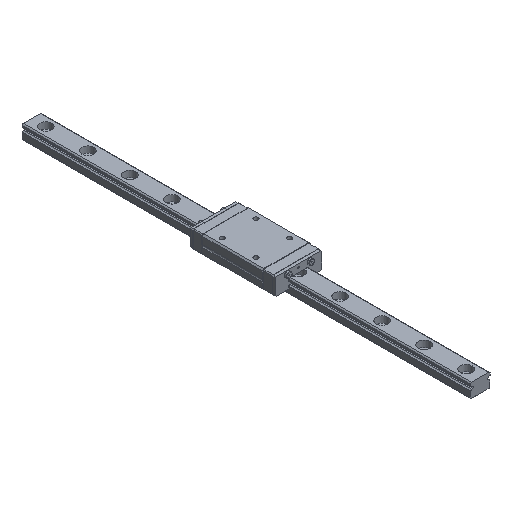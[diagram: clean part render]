
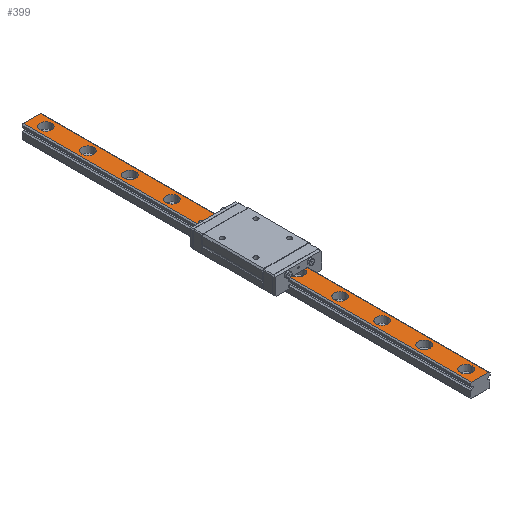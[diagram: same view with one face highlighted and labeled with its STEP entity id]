
A CAD part, isometric view. The second image highlights one B-rep face of the part: STEP entity #399.
In plain terms, the highlighted planar face has unit normal (0, 0, 1).
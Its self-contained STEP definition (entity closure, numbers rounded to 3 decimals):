
#399 = ADVANCED_FACE( '', ( #912, #913, #914, #915, #916, #917, #918, #919, #920, #921, #922, #923 ), #924, .T. );
#912 = FACE_BOUND( '', #1577, .T. );
#913 = FACE_BOUND( '', #1578, .T. );
#914 = FACE_BOUND( '', #1579, .T. );
#915 = FACE_BOUND( '', #1580, .T. );
#916 = FACE_BOUND( '', #1581, .T. );
#917 = FACE_BOUND( '', #1582, .T. );
#918 = FACE_BOUND( '', #1583, .T. );
#919 = FACE_BOUND( '', #1584, .T. );
#920 = FACE_BOUND( '', #1585, .T. );
#921 = FACE_BOUND( '', #1586, .T. );
#922 = FACE_BOUND( '', #1587, .T. );
#923 = FACE_OUTER_BOUND( '', #1588, .T. );
#924 = PLANE( '', #1589 );
#1577 = EDGE_LOOP( '', ( #2615 ) );
#1578 = EDGE_LOOP( '', ( #2616 ) );
#1579 = EDGE_LOOP( '', ( #2617 ) );
#1580 = EDGE_LOOP( '', ( #2618 ) );
#1581 = EDGE_LOOP( '', ( #2619 ) );
#1582 = EDGE_LOOP( '', ( #2620 ) );
#1583 = EDGE_LOOP( '', ( #2621 ) );
#1584 = EDGE_LOOP( '', ( #2622 ) );
#1585 = EDGE_LOOP( '', ( #2623 ) );
#1586 = EDGE_LOOP( '', ( #2624 ) );
#1587 = EDGE_LOOP( '', ( #2625 ) );
#1588 = EDGE_LOOP( '', ( #2626, #2627, #2628, #2629 ) );
#1589 = AXIS2_PLACEMENT_3D( '', #2630, #2631, #2632 );
#2615 = ORIENTED_EDGE( '', *, *, #4083, .T. );
#2616 = ORIENTED_EDGE( '', *, *, #3931, .T. );
#2617 = ORIENTED_EDGE( '', *, *, #4084, .T. );
#2618 = ORIENTED_EDGE( '', *, *, #3760, .T. );
#2619 = ORIENTED_EDGE( '', *, *, #3825, .T. );
#2620 = ORIENTED_EDGE( '', *, *, #4085, .T. );
#2621 = ORIENTED_EDGE( '', *, *, #4086, .T. );
#2622 = ORIENTED_EDGE( '', *, *, #4087, .T. );
#2623 = ORIENTED_EDGE( '', *, *, #4088, .T. );
#2624 = ORIENTED_EDGE( '', *, *, #4089, .T. );
#2625 = ORIENTED_EDGE( '', *, *, #4090, .T. );
#2626 = ORIENTED_EDGE( '', *, *, #4091, .F. );
#2627 = ORIENTED_EDGE( '', *, *, #4092, .F. );
#2628 = ORIENTED_EDGE( '', *, *, #4093, .T. );
#2629 = ORIENTED_EDGE( '', *, *, #4094, .T. );
#2630 = CARTESIAN_POINT( '', ( -3.074, -80., 5. ) );
#2631 = DIRECTION( '', ( 0., 0., 1. ) );
#2632 = DIRECTION( '', ( 1., 0., 0. ) );
#3760 = EDGE_CURVE( '', #4457, #4457, #4458, .T. );
#3825 = EDGE_CURVE( '', #4569, #4569, #4570, .T. );
#3931 = EDGE_CURVE( '', #4754, #4754, #4755, .T. );
#4083 = EDGE_CURVE( '', #4991, #4991, #4992, .T. );
#4084 = EDGE_CURVE( '', #4993, #4993, #4994, .T. );
#4085 = EDGE_CURVE( '', #4995, #4995, #4996, .T. );
#4086 = EDGE_CURVE( '', #4997, #4997, #4998, .T. );
#4087 = EDGE_CURVE( '', #4999, #4999, #5000, .T. );
#4088 = EDGE_CURVE( '', #5001, #5001, #5002, .T. );
#4089 = EDGE_CURVE( '', #5003, #5003, #5004, .T. );
#4090 = EDGE_CURVE( '', #5005, #5005, #5006, .T. );
#4091 = EDGE_CURVE( '', #5007, #5008, #5009, .T. );
#4092 = EDGE_CURVE( '', #5010, #5007, #5011, .T. );
#4093 = EDGE_CURVE( '', #5010, #5012, #5013, .T. );
#4094 = EDGE_CURVE( '', #5012, #5008, #5014, .T. );
#4457 = VERTEX_POINT( '', #5492 );
#4458 = CIRCLE( '', #5493, 2.1 );
#4569 = VERTEX_POINT( '', #5651 );
#4570 = CIRCLE( '', #5652, 2.1 );
#4754 = VERTEX_POINT( '', #5927 );
#4755 = CIRCLE( '', #5928, 2.1 );
#4991 = VERTEX_POINT( '', #6262 );
#4992 = CIRCLE( '', #6263, 2.1 );
#4993 = VERTEX_POINT( '', #6264 );
#4994 = CIRCLE( '', #6265, 2.1 );
#4995 = VERTEX_POINT( '', #6266 );
#4996 = CIRCLE( '', #6267, 2.1 );
#4997 = VERTEX_POINT( '', #6268 );
#4998 = CIRCLE( '', #6269, 2.1 );
#4999 = VERTEX_POINT( '', #6270 );
#5000 = CIRCLE( '', #6271, 2.1 );
#5001 = VERTEX_POINT( '', #6272 );
#5002 = CIRCLE( '', #6273, 2.1 );
#5003 = VERTEX_POINT( '', #6274 );
#5004 = CIRCLE( '', #6275, 2.1 );
#5005 = VERTEX_POINT( '', #6276 );
#5006 = CIRCLE( '', #6277, 2.1 );
#5007 = VERTEX_POINT( '', #6278 );
#5008 = VERTEX_POINT( '', #6279 );
#5009 = LINE( '', #6280, #6281 );
#5010 = VERTEX_POINT( '', #6282 );
#5011 = LINE( '', #6283, #6284 );
#5012 = VERTEX_POINT( '', #6285 );
#5013 = LINE( '', #6286, #6287 );
#5014 = LINE( '', #6288, #6289 );
#5492 = CARTESIAN_POINT( '', ( 2.1, -30., 5. ) );
#5493 = AXIS2_PLACEMENT_3D( '', #6919, #6920, #6921 );
#5651 = CARTESIAN_POINT( '', ( 2.1, -15., 5. ) );
#5652 = AXIS2_PLACEMENT_3D( '', #6993, #6994, #6995 );
#5927 = CARTESIAN_POINT( '', ( 2.1, -60., 5. ) );
#5928 = AXIS2_PLACEMENT_3D( '', #7105, #7106, #7107 );
#6262 = CARTESIAN_POINT( '', ( 2.1, -75., 5. ) );
#6263 = AXIS2_PLACEMENT_3D( '', #7269, #7270, #7271 );
#6264 = CARTESIAN_POINT( '', ( 2.1, -45., 5. ) );
#6265 = AXIS2_PLACEMENT_3D( '', #7272, #7273, #7274 );
#6266 = CARTESIAN_POINT( '', ( 2.1, 0., 5. ) );
#6267 = AXIS2_PLACEMENT_3D( '', #7275, #7276, #7277 );
#6268 = CARTESIAN_POINT( '', ( 2.1, 15., 5. ) );
#6269 = AXIS2_PLACEMENT_3D( '', #7278, #7279, #7280 );
#6270 = CARTESIAN_POINT( '', ( 2.1, 30., 5. ) );
#6271 = AXIS2_PLACEMENT_3D( '', #7281, #7282, #7283 );
#6272 = CARTESIAN_POINT( '', ( 2.1, 45., 5. ) );
#6273 = AXIS2_PLACEMENT_3D( '', #7284, #7285, #7286 );
#6274 = CARTESIAN_POINT( '', ( 2.1, 60., 5. ) );
#6275 = AXIS2_PLACEMENT_3D( '', #7287, #7288, #7289 );
#6276 = CARTESIAN_POINT( '', ( 2.1, 75., 5. ) );
#6277 = AXIS2_PLACEMENT_3D( '', #7290, #7291, #7292 );
#6278 = CARTESIAN_POINT( '', ( -3.074, 80., 5. ) );
#6279 = CARTESIAN_POINT( '', ( 3.074, 80., 5. ) );
#6280 = CARTESIAN_POINT( '', ( -3.074, 80., 5. ) );
#6281 = VECTOR( '', #7293, 1000. );
#6282 = CARTESIAN_POINT( '', ( -3.074, -80., 5. ) );
#6283 = CARTESIAN_POINT( '', ( -3.074, -80., 5. ) );
#6284 = VECTOR( '', #7294, 1000. );
#6285 = CARTESIAN_POINT( '', ( 3.074, -80., 5. ) );
#6286 = CARTESIAN_POINT( '', ( -3.074, -80., 5. ) );
#6287 = VECTOR( '', #7295, 1000. );
#6288 = CARTESIAN_POINT( '', ( 3.074, -80., 5. ) );
#6289 = VECTOR( '', #7296, 1000. );
#6919 = CARTESIAN_POINT( '', ( 0., -30., 5. ) );
#6920 = DIRECTION( '', ( 0., 0., -1. ) );
#6921 = DIRECTION( '', ( 1., 0., 0. ) );
#6993 = CARTESIAN_POINT( '', ( 0., -15., 5. ) );
#6994 = DIRECTION( '', ( 0., 0., -1. ) );
#6995 = DIRECTION( '', ( 1., 0., 0. ) );
#7105 = CARTESIAN_POINT( '', ( 0., -60., 5. ) );
#7106 = DIRECTION( '', ( 0., 0., -1. ) );
#7107 = DIRECTION( '', ( 1., 0., 0. ) );
#7269 = CARTESIAN_POINT( '', ( 0., -75., 5. ) );
#7270 = DIRECTION( '', ( 0., 0., -1. ) );
#7271 = DIRECTION( '', ( 1., 0., 0. ) );
#7272 = CARTESIAN_POINT( '', ( 0., -45., 5. ) );
#7273 = DIRECTION( '', ( 0., 0., -1. ) );
#7274 = DIRECTION( '', ( 1., 0., 0. ) );
#7275 = CARTESIAN_POINT( '', ( 0., 0., 5. ) );
#7276 = DIRECTION( '', ( 0., 0., -1. ) );
#7277 = DIRECTION( '', ( 1., 0., 0. ) );
#7278 = CARTESIAN_POINT( '', ( 0., 15., 5. ) );
#7279 = DIRECTION( '', ( 0., 0., -1. ) );
#7280 = DIRECTION( '', ( 1., 0., 0. ) );
#7281 = CARTESIAN_POINT( '', ( 0., 30., 5. ) );
#7282 = DIRECTION( '', ( 0., 0., -1. ) );
#7283 = DIRECTION( '', ( 1., 0., 0. ) );
#7284 = CARTESIAN_POINT( '', ( 0., 45., 5. ) );
#7285 = DIRECTION( '', ( 0., 0., -1. ) );
#7286 = DIRECTION( '', ( 1., 0., 0. ) );
#7287 = CARTESIAN_POINT( '', ( 0., 60., 5. ) );
#7288 = DIRECTION( '', ( 0., 0., -1. ) );
#7289 = DIRECTION( '', ( 1., 0., 0. ) );
#7290 = CARTESIAN_POINT( '', ( 0., 75., 5. ) );
#7291 = DIRECTION( '', ( 0., 0., -1. ) );
#7292 = DIRECTION( '', ( 1., 0., 0. ) );
#7293 = DIRECTION( '', ( 1., 0., 0. ) );
#7294 = DIRECTION( '', ( 0., 1., 0. ) );
#7295 = DIRECTION( '', ( 1., 0., 0. ) );
#7296 = DIRECTION( '', ( 0., 1., 0. ) );
